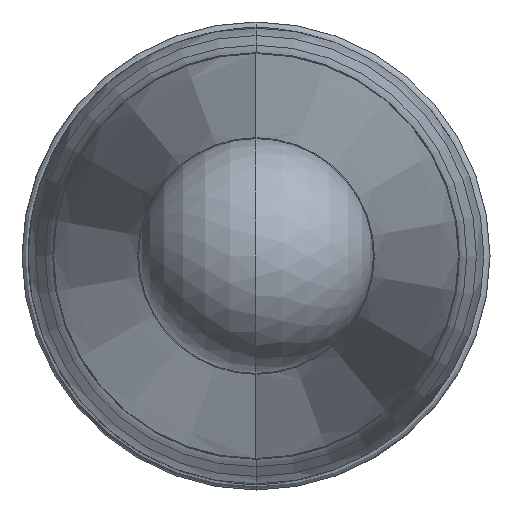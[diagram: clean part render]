
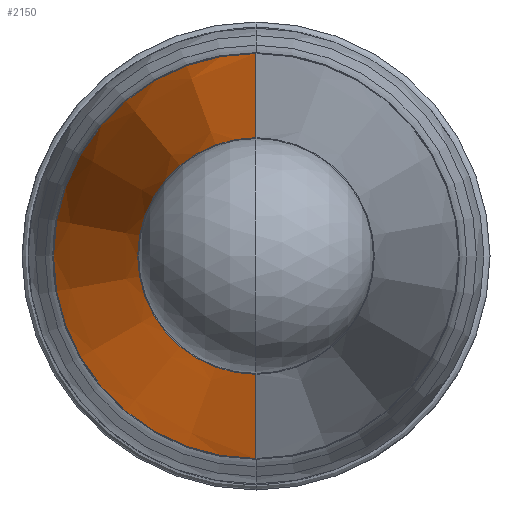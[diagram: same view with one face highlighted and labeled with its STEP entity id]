
A CAD part, left-side view. The second image highlights one B-rep face of the part: STEP entity #2150.
In plain terms, the highlighted conical face has half-angle 5.597 degrees and reference radius 5.869 mm.
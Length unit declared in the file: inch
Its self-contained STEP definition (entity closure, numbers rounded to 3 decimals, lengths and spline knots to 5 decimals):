
#2150 = ADVANCED_FACE ( 'NONE', ( #2484 ), #2483, .T. ) ;
#2483 = CONICAL_SURFACE ( 'NONE', #15550, 0.23105, 0.098 ) ;
#2484 = FACE_OUTER_BOUND ( 'NONE', #2729, .T. ) ;
#2729 = EDGE_LOOP ( 'NONE', ( #3083, #3086, #3090, #3094 ) ) ;
#3083 = ORIENTED_EDGE ( 'NONE', *, *, #13455, .T. ) ;
#3086 = ORIENTED_EDGE ( 'NONE', *, *, #13403, .T. ) ;
#3090 = ORIENTED_EDGE ( 'NONE', *, *, #13373, .F. ) ;
#3094 = ORIENTED_EDGE ( 'NONE', *, *, #13469, .F. ) ;
#5236 = AXIS2_PLACEMENT_3D ( 'NONE', #7658, #7156, #7390 ) ;
#5900 = AXIS2_PLACEMENT_3D ( 'NONE', #7913, #7337, #7618 ) ;
#7156 = DIRECTION ( 'NONE',  ( 1., 0., 0. ) ) ;
#7306 = CARTESIAN_POINT ( 'NONE',  ( -11.65723, 0., 0.23105 ) ) ;
#7337 = DIRECTION ( 'NONE',  ( 1., 0., 0. ) ) ;
#7390 = DIRECTION ( 'NONE',  ( 0., 0., -1. ) ) ;
#7412 = DIRECTION ( 'NONE',  ( 0.995, 0., 0.098 ) ) ;
#7481 = CARTESIAN_POINT ( 'NONE',  ( -11.65723, 0., -0.23105 ) ) ;
#7581 = DIRECTION ( 'NONE',  ( 0.995, 0., -0.098 ) ) ;
#7618 = DIRECTION ( 'NONE',  ( 0., 0., -1. ) ) ;
#7658 = CARTESIAN_POINT ( 'NONE',  ( -12.63777, 0., 0. ) ) ;
#7911 = CARTESIAN_POINT ( 'NONE',  ( -12.63777, 0., 0.13495 ) ) ;
#7913 = CARTESIAN_POINT ( 'NONE',  ( -11.65723, 0., 0. ) ) ;
#8309 = CARTESIAN_POINT ( 'NONE',  ( -11.65723, 0., 0. ) ) ;
#8346 = DIRECTION ( 'NONE',  ( 0., 0., -1. ) ) ;
#8368 = DIRECTION ( 'NONE',  ( 1., 0., 0. ) ) ;
#10053 = CARTESIAN_POINT ( 'NONE',  ( -11.65723, 0., 0.23105 ) ) ;
#10060 = CARTESIAN_POINT ( 'NONE',  ( -11.65723, 0., -0.23105 ) ) ;
#10175 = CARTESIAN_POINT ( 'NONE',  ( -12.63777, 0., -0.13495 ) ) ;
#12071 = CIRCLE ( 'NONE', #5900, 0.23105 ) ;
#12119 = LINE ( 'NONE', #7306, #12121 ) ;
#12121 = VECTOR ( 'NONE', #7412, 39.37008 ) ;
#12193 = CIRCLE ( 'NONE', #5236, 0.13495 ) ;
#12214 = LINE ( 'NONE', #7481, #12216 ) ;
#12216 = VECTOR ( 'NONE', #7581, 39.37008 ) ;
#13373 = EDGE_CURVE ( 'NONE', #14240, #14236, #12071, .T. ) ;
#13403 = EDGE_CURVE ( 'NONE', #13864, #14236, #12119, .T. ) ;
#13455 = EDGE_CURVE ( 'NONE', #14318, #13864, #12193, .T. ) ;
#13469 = EDGE_CURVE ( 'NONE', #14318, #14240, #12214, .T. ) ;
#13864 = VERTEX_POINT ( 'NONE', #7911 ) ;
#14236 = VERTEX_POINT ( 'NONE', #10053 ) ;
#14240 = VERTEX_POINT ( 'NONE', #10060 ) ;
#14318 = VERTEX_POINT ( 'NONE', #10175 ) ;
#15550 = AXIS2_PLACEMENT_3D ( 'NONE', #8309, #8368, #8346 ) ;
